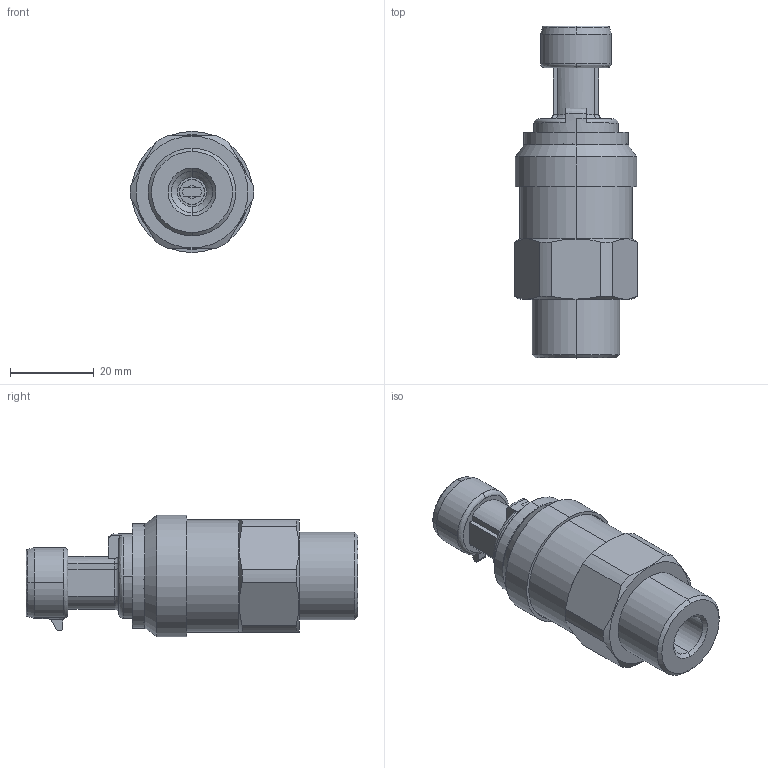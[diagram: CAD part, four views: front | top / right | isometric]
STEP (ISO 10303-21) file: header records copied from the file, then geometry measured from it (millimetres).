
FILE_DESCRIPTION (( 'STEP AP214' ), '1' );
FILE_NAME ('847X.XX.XX.24.51.STEP', '2017-06-26T12:16:53', ( 'upgadmin' ), ( 'Hewlett-Packard Company' ), 'SwSTEP 2.0', 'SolidWorks 2016', '' );
FILE_SCHEMA (( 'AUTOMOTIVE_DESIGN' ));
Length unit declared in the file: millimetre
Products named in the file (11): K71013; C24031; B65016; C26012_defeatured; 847X.XX.XX.24.51; Packard; K71013_K71013; C24031_C24031
Assembly tree (5 placements, depth 2):
  K71013
  C24031
  B65016
  C26012_defeatured
  847X.XX.XX.24.51
    C26012_defeatured
    B65016
    C24031_C24031
    K71013_K71013
    Packard
Bounding box: 29.48 x 79.48 x 29 mm (x, y, z)
Volume: 30158.9 mm3; surface area: 12547.1 mm2
Topology: 8 solids, 8 shells, 309 faces, 757 edges, 477 vertices
Faces by surface type: plane 135, cylinder 91, cone 42, bspline 31, torus 10
Entity records: 10836 total; most frequent: CARTESIAN_POINT 3380, ORIENTED_EDGE 1510, DIRECTION 1423, EDGE_CURVE 755, AXIS2_PLACEMENT_3D 515, VERTEX_POINT 477, VECTOR 393, LINE 393
